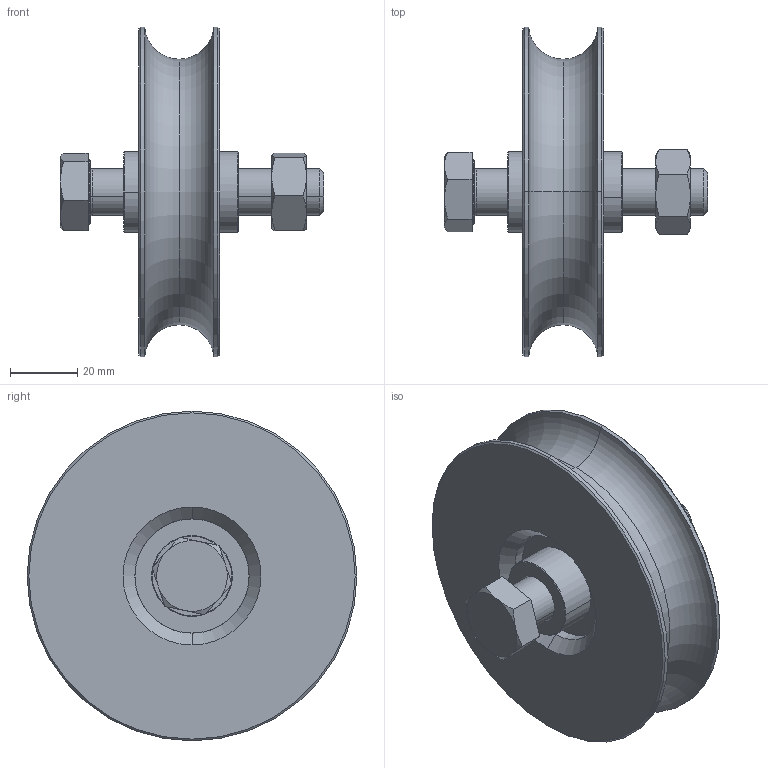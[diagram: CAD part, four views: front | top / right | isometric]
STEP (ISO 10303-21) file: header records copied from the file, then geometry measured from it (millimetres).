
FILE_DESCRIPTION (( 'STEP AP214' ), '1' );
FILE_NAME ('0026894_CF-310I-100S.STEP', '2015-06-26T10:41:39', ( '' ), ( '' ), 'SwSTEP 2.0', 'SolidWorks 2014', '' );
FILE_SCHEMA (( 'AUTOMOTIVE_DESIGN' ));
Length unit declared in the file: millimetre
Products named in the file (2): 0026894_CF-310I-100S
Bounding box: 78.2 x 98 x 98 mm (x, y, z)
Volume: 143125.9 mm3; surface area: 45706.8 mm2
Topology: 10 solids, 10 shells, 176 faces, 358 edges, 210 vertices
Faces by surface type: cone 54, cylinder 54, plane 40, torus 28
Entity records: 6854 total; most frequent: CARTESIAN_POINT 962, DIRECTION 892, ORIENTED_EDGE 716, AXIS2_PLACEMENT_3D 392, EDGE_CURVE 358, CIRCLE 214, VERTEX_POINT 210, EDGE_LOOP 202
